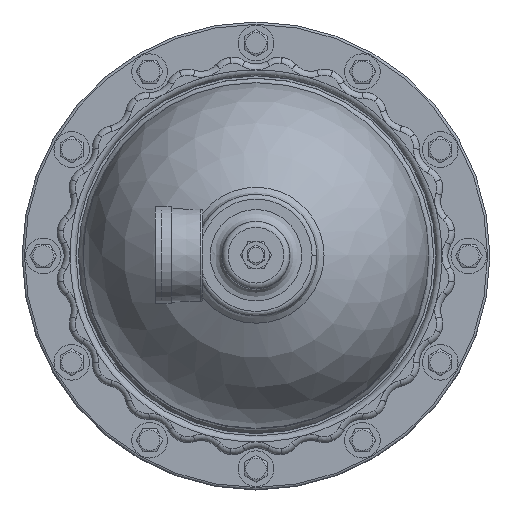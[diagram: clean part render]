
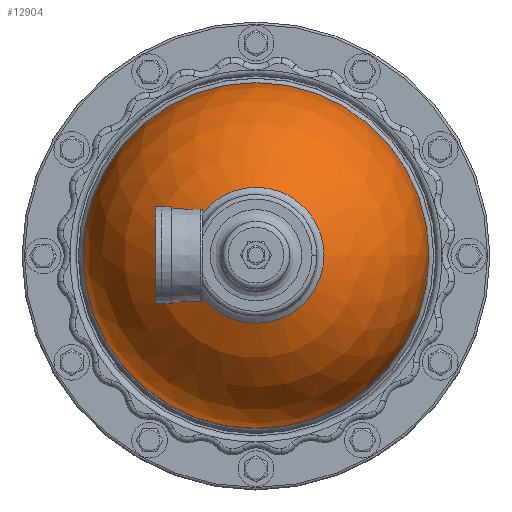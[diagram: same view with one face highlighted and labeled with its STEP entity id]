
A CAD part, top view. The second image highlights one B-rep face of the part: STEP entity #12904.
In plain terms, the highlighted spherical face has radius 92.456 mm.
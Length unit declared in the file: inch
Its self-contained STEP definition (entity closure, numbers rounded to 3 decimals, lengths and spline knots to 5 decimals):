
#9651=CARTESIAN_POINT('',(13.99221,-18.69867,8.48645));
#9652=VERTEX_POINT('',#9651);
#9653=CARTESIAN_POINT('',(10.35221,-18.69867,8.48645));
#9654=DIRECTION('',(0.0,0.0,-1.0));
#9655=DIRECTION('',(-1.0,0.0,0.0));
#9656=AXIS2_PLACEMENT_3D('',#9653,#9654,#9655);
#9657=CIRCLE('',#9656,3.64);
#9658=EDGE_CURVE('',#9652,#9652,#9657,.T.);
#12440=CARTESIAN_POINT('',(8.85221,-19.19867,11.76511));
#12441=VERTEX_POINT('',#12440);
#12448=CARTESIAN_POINT('',(9.01068,-19.19867,11.83308));
#12449=VERTEX_POINT('',#12448);
#12450=CARTESIAN_POINT('',(10.35221,-19.19867,8.48645));
#12451=DIRECTION('',(0.0,-1.0,0.0));
#12452=DIRECTION('',(0.0,0.0,1.0));
#12453=AXIS2_PLACEMENT_3D('',#12450,#12451,#12452);
#12454=CIRCLE('',#12453,3.6055);
#12455=EDGE_CURVE('',#12449,#12441,#12454,.T.);
#12643=CARTESIAN_POINT('',(8.85221,-18.19867,11.76511));
#12644=VERTEX_POINT('',#12643);
#12651=CARTESIAN_POINT('',(8.35221,-18.69867,11.52777));
#12652=VERTEX_POINT('',#12651);
#12653=CARTESIAN_POINT('',(8.35221,-18.69867,11.52777));
#12654=CARTESIAN_POINT('',(8.35221,-18.66652,11.52777));
#12655=CARTESIAN_POINT('',(8.35536,-18.63344,11.52932));
#12656=CARTESIAN_POINT('',(8.36842,-18.56805,11.53576));
#12657=CARTESIAN_POINT('',(8.37832,-18.53573,11.54063));
#12658=CARTESIAN_POINT('',(8.41712,-18.44342,11.55964));
#12659=CARTESIAN_POINT('',(8.45561,-18.38816,11.57842));
#12660=CARTESIAN_POINT('',(8.49865,-18.34512,11.59916));
#12661=CARTESIAN_POINT('',(8.54417,-18.2996,11.62109));
#12662=CARTESIAN_POINT('',(8.60102,-18.26126,11.64824));
#12663=CARTESIAN_POINT('',(8.72412,-18.2108,11.70611));
#12664=CARTESIAN_POINT('',(8.79037,-18.19867,11.73682));
#12665=CARTESIAN_POINT('',(8.85221,-18.19867,11.76511));
#12666=B_SPLINE_CURVE_WITH_KNOTS('',3,(#12653,#12654,#12655,#12656,#12657,#12658,#12659,#12660,#12661,#12662,#12663,#12664,#12665),.UNSPECIFIED.,.F.,.U.,(4,2,2,3,2,4),(7.06286,7.30787,7.55288,8.04289,8.56109,9.07928),.UNSPECIFIED.);
#12667=EDGE_CURVE('',#12652,#12644,#12666,.T.);
#12669=CARTESIAN_POINT('',(8.85221,-19.19867,11.76511));
#12670=CARTESIAN_POINT('',(8.79048,-19.19867,11.73687));
#12671=CARTESIAN_POINT('',(8.72441,-19.1866,11.70624));
#12672=CARTESIAN_POINT('',(8.60129,-19.13626,11.64836));
#12673=CARTESIAN_POINT('',(8.54428,-19.09786,11.62115));
#12674=CARTESIAN_POINT('',(8.45561,-19.00919,11.57842));
#12675=CARTESIAN_POINT('',(8.41712,-18.95393,11.55964));
#12676=CARTESIAN_POINT('',(8.37832,-18.86162,11.54063));
#12677=CARTESIAN_POINT('',(8.36842,-18.8293,11.53576));
#12678=CARTESIAN_POINT('',(8.35536,-18.76391,11.52932));
#12679=CARTESIAN_POINT('',(8.35221,-18.73083,11.52777));
#12680=CARTESIAN_POINT('',(8.35221,-18.69867,11.52777));
#12681=B_SPLINE_CURVE_WITH_KNOTS('',3,(#12669,#12670,#12671,#12672,#12673,#12674,#12675,#12676,#12677,#12678,#12679,#12680),.UNSPECIFIED.,.F.,.U.,(4,2,2,2,2,4),(5.04645,5.56335,6.08283,6.57285,6.81785,7.06286),.UNSPECIFIED.);
#12682=EDGE_CURVE('',#12441,#12652,#12681,.T.);
#12821=CARTESIAN_POINT('',(9.01068,-18.19867,11.83308));
#12822=VERTEX_POINT('',#12821);
#12823=CARTESIAN_POINT('',(10.35221,-18.69867,11.83308));
#12824=DIRECTION('',(0.0,0.0,1.0));
#12825=DIRECTION('',(1.0,0.0,0.0));
#12826=AXIS2_PLACEMENT_3D('',#12823,#12824,#12825);
#12827=CIRCLE('',#12826,1.43167);
#12828=EDGE_CURVE('',#12449,#12822,#12827,.T.);
#12883=CARTESIAN_POINT('',(10.35221,-18.69867,8.48645));
#12884=DIRECTION('',(0.0,0.0,1.0));
#12885=DIRECTION('',(1.0,0.0,0.0));
#12886=AXIS2_PLACEMENT_3D('',#12883,#12884,#12885);
#12887=SPHERICAL_SURFACE('',#12886,3.64);
#12888=ORIENTED_EDGE('',*,*,#12667,.T.);
#12889=CARTESIAN_POINT('',(10.35221,-18.19867,8.48645));
#12890=DIRECTION('',(0.0,1.0,0.0));
#12891=DIRECTION('',(0.0,0.0,-1.0));
#12892=AXIS2_PLACEMENT_3D('',#12889,#12890,#12891);
#12893=CIRCLE('',#12892,3.6055);
#12894=EDGE_CURVE('',#12644,#12822,#12893,.T.);
#12895=ORIENTED_EDGE('',*,*,#12894,.T.);
#12896=ORIENTED_EDGE('',*,*,#12828,.F.);
#12897=ORIENTED_EDGE('',*,*,#12455,.T.);
#12898=ORIENTED_EDGE('',*,*,#12682,.T.);
#12899=EDGE_LOOP('',(#12888,#12895,#12896,#12897,#12898));
#12900=FACE_OUTER_BOUND('',#12899,.T.);
#12901=ORIENTED_EDGE('',*,*,#9658,.F.);
#12902=EDGE_LOOP('',(#12901));
#12903=FACE_BOUND('',#12902,.T.);
#12904=ADVANCED_FACE('',(#12900,#12903),#12887,.T.);
